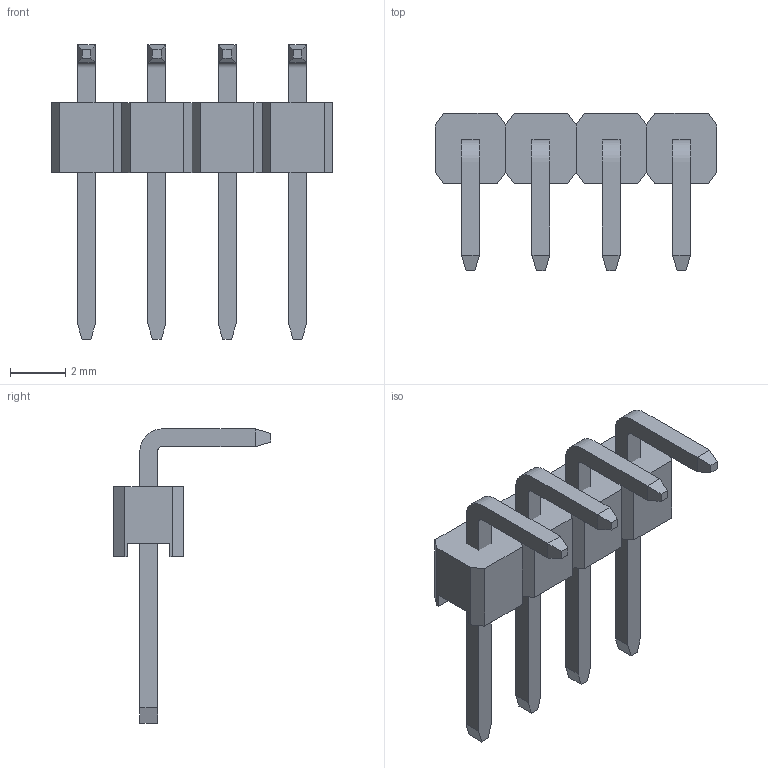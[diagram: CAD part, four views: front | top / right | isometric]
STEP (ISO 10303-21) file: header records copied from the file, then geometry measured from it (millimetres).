
FILE_DESCRIPTION (( 'STEP AP214' ), '1' );
FILE_NAME ('hdr4a.STEP', '2018-05-20T08:48:21', ( '' ), ( '' ), 'SwSTEP 2.0', 'SolidWorks 2016', '' );
FILE_SCHEMA (( 'AUTOMOTIVE_DESIGN' ));
Length unit declared in the file: millimetre
Products named in the file (4): pin.2; pin.4; hdr4a; pin3
Assembly tree (6 placements, depth 3):
  hdr4a
    pin3  x4
      pin.4
      pin.2
Bounding box: 10.16 x 5.67 x 10.62 mm (x, y, z)
Volume: 78.3 mm3; surface area: 296.2 mm2
Topology: 8 solids, 8 shells, 104 faces, 280 edges, 192 vertices
Faces by surface type: plane 96, bspline 8
Entity records: 1116 total; most frequent: CARTESIAN_POINT 314, ORIENTED_EDGE 140, DIRECTION 138, EDGE_CURVE 70, LINE 62, VECTOR 62, VERTEX_POINT 48, AXIS2_PLACEMENT_3D 38
